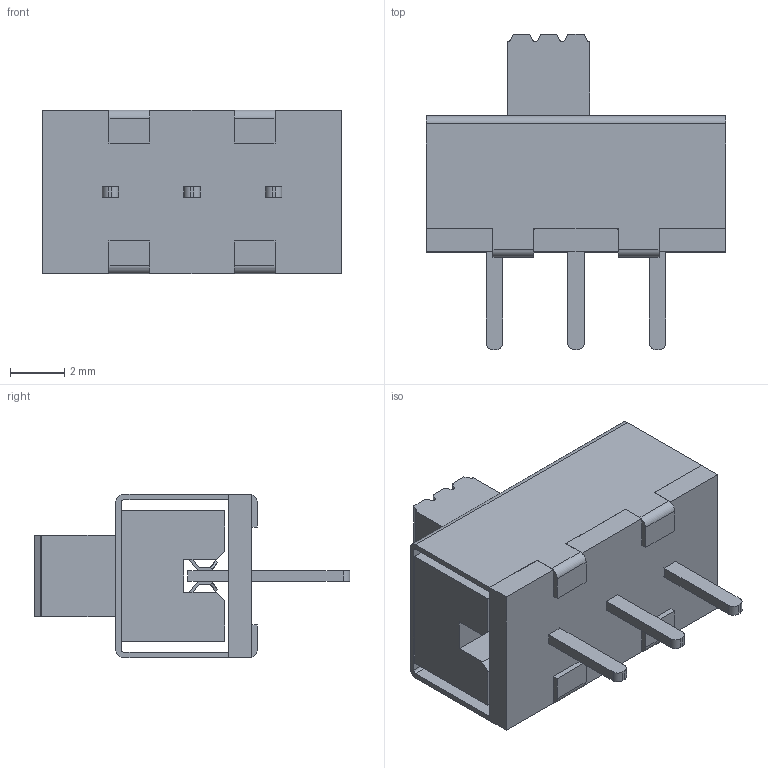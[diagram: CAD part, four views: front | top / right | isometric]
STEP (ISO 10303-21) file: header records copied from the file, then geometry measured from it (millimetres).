
FILE_DESCRIPTION (( 'STEP AP214' ), '1' );
FILE_NAME ('switch SPDT - 11x6x5_1.STEP', '2014-07-16T15:19:35', ( 'Home' ), ( '' ), 'SwSTEP 2.0', 'SolidWorks 2013', '' );
FILE_SCHEMA (( 'AUTOMOTIVE_DESIGN' ));
Length unit declared in the file: millimetre
Products named in the file (6): switch SPDT - 11x6x5_1; Contact_1; Metal_1; PCB_1; slider_1; Pin_1
Assembly tree (7 placements, depth 2):
  switch SPDT - 11x6x5_1
    Pin_1  x3
    slider_1
    PCB_1
    Metal_1
    Contact_1
Bounding box: 11 x 11.6 x 6 mm (x, y, z)
Volume: 253.6 mm3; surface area: 843.2 mm2
Topology: 7 solids, 7 shells, 248 faces, 705 edges, 470 vertices
Faces by surface type: plane 212, cylinder 36
Entity records: 9463 total; most frequent: CARTESIAN_POINT 1309, ORIENTED_EDGE 1290, DIRECTION 1183, EDGE_CURVE 645, LINE 575, VECTOR 575, VERTEX_POINT 430, AXIS2_PLACEMENT_3D 304
